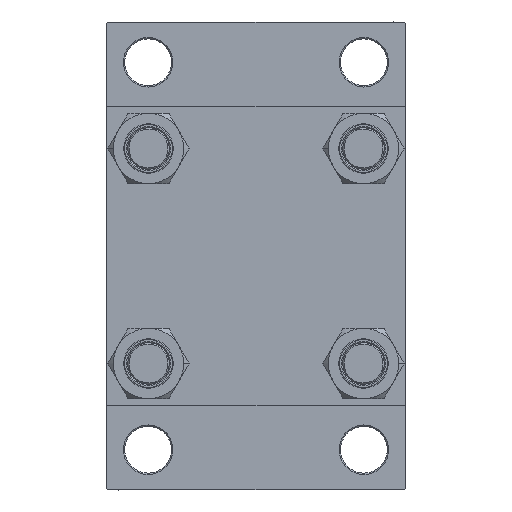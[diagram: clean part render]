
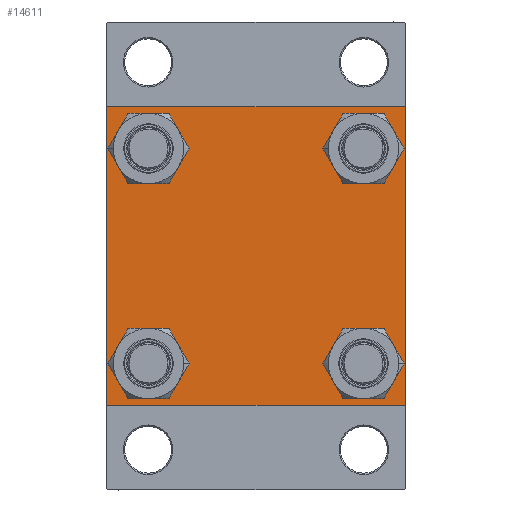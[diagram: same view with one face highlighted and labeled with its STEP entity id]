
A CAD part, left-side view. The second image highlights one B-rep face of the part: STEP entity #14611.
In plain terms, the highlighted planar face has unit normal (-1, 0, 0).
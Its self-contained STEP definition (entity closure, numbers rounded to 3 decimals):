
#162 = CARTESIAN_POINT ( 'NONE',  ( 0., -57.5, 57.5 ) ) ;
#588 = CIRCLE ( 'NONE', #27599, 8.5 ) ;
#966 = DIRECTION ( 'NONE',  ( 0., 0.707, -0.707 ) ) ;
#1195 = AXIS2_PLACEMENT_3D ( 'NONE', #43527, #18344, #25827 ) ;
#1780 = VECTOR ( 'NONE', #29674, 1000. ) ;
#2864 = FACE_OUTER_BOUND ( 'NONE', #36181, .T. ) ;
#3237 = ORIENTED_EDGE ( 'NONE', *, *, #26027, .T. ) ;
#3339 = PLANE ( 'NONE',  #1195 ) ;
#3699 = EDGE_CURVE ( 'NONE', #45246, #6793, #38056, .T. ) ;
#5048 = VERTEX_POINT ( 'NONE', #23121 ) ;
#5096 = EDGE_LOOP ( 'NONE', ( #19698, #8211 ) ) ;
#5105 = DIRECTION ( 'NONE',  ( 0., 0., 1. ) ) ;
#5283 = EDGE_LOOP ( 'NONE', ( #18713, #38660 ) ) ;
#5703 = AXIS2_PLACEMENT_3D ( 'NONE', #20319, #36285, #39942 ) ;
#6187 = CARTESIAN_POINT ( 'NONE',  ( 0., 57.25, -57.25 ) ) ;
#6362 = DIRECTION ( 'NONE',  ( 0., 0., 1. ) ) ;
#6467 = ORIENTED_EDGE ( 'NONE', *, *, #47123, .F. ) ;
#6526 = ORIENTED_EDGE ( 'NONE', *, *, #3699, .T. ) ;
#6742 = FACE_BOUND ( 'NONE', #38387, .T. ) ;
#6793 = VERTEX_POINT ( 'NONE', #34867 ) ;
#7030 = DIRECTION ( 'NONE',  ( 0., -1., 0. ) ) ;
#7126 = ORIENTED_EDGE ( 'NONE', *, *, #10992, .T. ) ;
#7335 = VERTEX_POINT ( 'NONE', #11482 ) ;
#7462 = AXIS2_PLACEMENT_3D ( 'NONE', #17831, #13723, #20510 ) ;
#8027 = CARTESIAN_POINT ( 'NONE',  ( 0., -41.35, -41.35 ) ) ;
#8030 = CARTESIAN_POINT ( 'NONE',  ( 0., 41.35, -41.35 ) ) ;
#8211 = ORIENTED_EDGE ( 'NONE', *, *, #46916, .T. ) ;
#8485 = DIRECTION ( 'NONE',  ( 1., 0., 0. ) ) ;
#8796 = ORIENTED_EDGE ( 'NONE', *, *, #31487, .T. ) ;
#10109 = FACE_BOUND ( 'NONE', #5283, .T. ) ;
#10628 = VERTEX_POINT ( 'NONE', #17151 ) ;
#10992 = EDGE_CURVE ( 'NONE', #25854, #5048, #20013, .T. ) ;
#11073 = FACE_BOUND ( 'NONE', #5096, .T. ) ;
#11482 = CARTESIAN_POINT ( 'NONE',  ( 0., 41.35, 32.85 ) ) ;
#11658 = EDGE_CURVE ( 'NONE', #38142, #7335, #41282, .T. ) ;
#12323 = CARTESIAN_POINT ( 'NONE',  ( 0., -41.35, 41.35 ) ) ;
#12451 = ORIENTED_EDGE ( 'NONE', *, *, #11658, .T. ) ;
#12507 = CARTESIAN_POINT ( 'NONE',  ( 0., 57.5, -57.5 ) ) ;
#12511 = DIRECTION ( 'NONE',  ( 0., 0., 1. ) ) ;
#12681 = ORIENTED_EDGE ( 'NONE', *, *, #13404, .F. ) ;
#12777 = CARTESIAN_POINT ( 'NONE',  ( 0., -41.35, -49.85 ) ) ;
#12804 = AXIS2_PLACEMENT_3D ( 'NONE', #31771, #32017, #6362 ) ;
#13058 = CARTESIAN_POINT ( 'NONE',  ( 0., -57.5, 57. ) ) ;
#13087 = AXIS2_PLACEMENT_3D ( 'NONE', #23877, #19313, #12511 ) ;
#13404 = EDGE_CURVE ( 'NONE', #42927, #20453, #40431, .T. ) ;
#13642 = DIRECTION ( 'NONE',  ( 0., 0.707, 0.707 ) ) ;
#13723 = DIRECTION ( 'NONE',  ( 1., 0., 0. ) ) ;
#14611 = ADVANCED_FACE ( 'NONE', ( #10109, #11073, #6742, #25348, #2864 ), #3339, .T. ) ;
#16018 = VERTEX_POINT ( 'NONE', #16312 ) ;
#16312 = CARTESIAN_POINT ( 'NONE',  ( 0., -41.35, 49.85 ) ) ;
#16674 = EDGE_CURVE ( 'NONE', #7335, #38142, #46064, .T. ) ;
#16859 = LINE ( 'NONE', #43028, #32860 ) ;
#17151 = CARTESIAN_POINT ( 'NONE',  ( 0., 57.5, 57. ) ) ;
#17831 = CARTESIAN_POINT ( 'NONE',  ( 0., 41.35, 41.35 ) ) ;
#17935 = AXIS2_PLACEMENT_3D ( 'NONE', #8030, #19611, #5105 ) ;
#17998 = EDGE_CURVE ( 'NONE', #45464, #40755, #588, .T. ) ;
#18054 = CARTESIAN_POINT ( 'NONE',  ( 0., -57.25, -57.25 ) ) ;
#18344 = DIRECTION ( 'NONE',  ( -1., 0., 0. ) ) ;
#18713 = ORIENTED_EDGE ( 'NONE', *, *, #30887, .T. ) ;
#18740 = ORIENTED_EDGE ( 'NONE', *, *, #39364, .T. ) ;
#19063 = CARTESIAN_POINT ( 'NONE',  ( 0., 57., 57.5 ) ) ;
#19193 = EDGE_CURVE ( 'NONE', #24412, #16018, #33977, .T. ) ;
#19313 = DIRECTION ( 'NONE',  ( 1., 0., 0. ) ) ;
#19348 = CARTESIAN_POINT ( 'NONE',  ( 0., 57.25, 57.25 ) ) ;
#19449 = DIRECTION ( 'NONE',  ( 1., 0., 0. ) ) ;
#19596 = DIRECTION ( 'NONE',  ( 0., 0., 1. ) ) ;
#19611 = DIRECTION ( 'NONE',  ( 1., 0., 0. ) ) ;
#19694 = VECTOR ( 'NONE', #7030, 1000. ) ;
#19698 = ORIENTED_EDGE ( 'NONE', *, *, #17998, .T. ) ;
#20013 = LINE ( 'NONE', #12507, #21947 ) ;
#20079 = CARTESIAN_POINT ( 'NONE',  ( 0., 41.35, 49.85 ) ) ;
#20139 = VERTEX_POINT ( 'NONE', #41555 ) ;
#20304 = CIRCLE ( 'NONE', #21872, 8.5 ) ;
#20319 = CARTESIAN_POINT ( 'NONE',  ( 0., 41.35, 41.35 ) ) ;
#20453 = VERTEX_POINT ( 'NONE', #23548 ) ;
#20510 = DIRECTION ( 'NONE',  ( 0., 0., 1. ) ) ;
#21872 = AXIS2_PLACEMENT_3D ( 'NONE', #12323, #42122, #19596 ) ;
#21947 = VECTOR ( 'NONE', #46396, 1000. ) ;
#22725 = CARTESIAN_POINT ( 'NONE',  ( 0., -41.35, -32.85 ) ) ;
#23121 = CARTESIAN_POINT ( 'NONE',  ( 0., -57., -57.5 ) ) ;
#23202 = CARTESIAN_POINT ( 'NONE',  ( 0., -41.35, 32.85 ) ) ;
#23318 = DIRECTION ( 'NONE',  ( 0., 0., 1. ) ) ;
#23548 = CARTESIAN_POINT ( 'NONE',  ( 0., -57., 57.5 ) ) ;
#23616 = EDGE_LOOP ( 'NONE', ( #12451, #31222 ) ) ;
#23877 = CARTESIAN_POINT ( 'NONE',  ( 0., -41.35, 41.35 ) ) ;
#24336 = CARTESIAN_POINT ( 'NONE',  ( 0., 57., -57.5 ) ) ;
#24412 = VERTEX_POINT ( 'NONE', #23202 ) ;
#24976 = ORIENTED_EDGE ( 'NONE', *, *, #28310, .T. ) ;
#25330 = ORIENTED_EDGE ( 'NONE', *, *, #41356, .T. ) ;
#25348 = FACE_BOUND ( 'NONE', #23616, .T. ) ;
#25827 = DIRECTION ( 'NONE',  ( 0., 0., 1. ) ) ;
#25854 = VERTEX_POINT ( 'NONE', #24336 ) ;
#26027 = EDGE_CURVE ( 'NONE', #47886, #20453, #32037, .T. ) ;
#26388 = DIRECTION ( 'NONE',  ( 0., 0., 1. ) ) ;
#26598 = VECTOR ( 'NONE', #966, 1000. ) ;
#27269 = CIRCLE ( 'NONE', #36588, 8.5 ) ;
#27315 = VECTOR ( 'NONE', #32830, 1000. ) ;
#27599 = AXIS2_PLACEMENT_3D ( 'NONE', #37629, #19449, #23318 ) ;
#27817 = CARTESIAN_POINT ( 'NONE',  ( 0., 41.35, -49.85 ) ) ;
#28310 = EDGE_CURVE ( 'NONE', #20139, #25854, #32321, .T. ) ;
#28626 = CARTESIAN_POINT ( 'NONE',  ( 0., -57.25, 57.25 ) ) ;
#29186 = LINE ( 'NONE', #18054, #27315 ) ;
#29191 = LINE ( 'NONE', #162, #1780 ) ;
#29674 = DIRECTION ( 'NONE',  ( 0., 0., -1. ) ) ;
#30887 = EDGE_CURVE ( 'NONE', #16018, #24412, #20304, .T. ) ;
#30948 = LINE ( 'NONE', #19348, #26598 ) ;
#31222 = ORIENTED_EDGE ( 'NONE', *, *, #16674, .T. ) ;
#31487 = EDGE_CURVE ( 'NONE', #5048, #40283, #29186, .T. ) ;
#31771 = CARTESIAN_POINT ( 'NONE',  ( 0., 41.35, -41.35 ) ) ;
#32017 = DIRECTION ( 'NONE',  ( 1., 0., 0. ) ) ;
#32037 = LINE ( 'NONE', #28626, #45682 ) ;
#32321 = LINE ( 'NONE', #6187, #38794 ) ;
#32830 = DIRECTION ( 'NONE',  ( 0., -0.707, 0.707 ) ) ;
#32860 = VECTOR ( 'NONE', #43753, 1000. ) ;
#33467 = EDGE_CURVE ( 'NONE', #42927, #10628, #30948, .T. ) ;
#33977 = CIRCLE ( 'NONE', #13087, 8.5 ) ;
#34867 = CARTESIAN_POINT ( 'NONE',  ( 0., 41.35, -32.85 ) ) ;
#36181 = EDGE_LOOP ( 'NONE', ( #18740, #24976, #7126, #8796, #6467, #3237, #12681, #46275 ) ) ;
#36285 = DIRECTION ( 'NONE',  ( 1., 0., 0. ) ) ;
#36588 = AXIS2_PLACEMENT_3D ( 'NONE', #8027, #8485, #26388 ) ;
#37629 = CARTESIAN_POINT ( 'NONE',  ( 0., -41.35, -41.35 ) ) ;
#38056 = CIRCLE ( 'NONE', #17935, 8.5 ) ;
#38142 = VERTEX_POINT ( 'NONE', #20079 ) ;
#38387 = EDGE_LOOP ( 'NONE', ( #25330, #6526 ) ) ;
#38660 = ORIENTED_EDGE ( 'NONE', *, *, #19193, .T. ) ;
#38794 = VECTOR ( 'NONE', #43459, 1000. ) ;
#39364 = EDGE_CURVE ( 'NONE', #10628, #20139, #16859, .T. ) ;
#39942 = DIRECTION ( 'NONE',  ( 0., 0., 1. ) ) ;
#40283 = VERTEX_POINT ( 'NONE', #40550 ) ;
#40431 = LINE ( 'NONE', #43825, #19694 ) ;
#40550 = CARTESIAN_POINT ( 'NONE',  ( 0., -57.5, -57. ) ) ;
#40755 = VERTEX_POINT ( 'NONE', #12777 ) ;
#41282 = CIRCLE ( 'NONE', #5703, 8.5 ) ;
#41356 = EDGE_CURVE ( 'NONE', #6793, #45246, #46060, .T. ) ;
#41555 = CARTESIAN_POINT ( 'NONE',  ( 0., 57.5, -57. ) ) ;
#42122 = DIRECTION ( 'NONE',  ( 1., 0., 0. ) ) ;
#42927 = VERTEX_POINT ( 'NONE', #19063 ) ;
#43028 = CARTESIAN_POINT ( 'NONE',  ( 0., 57.5, 57.5 ) ) ;
#43459 = DIRECTION ( 'NONE',  ( 0., -0.707, -0.707 ) ) ;
#43527 = CARTESIAN_POINT ( 'NONE',  ( 0., 0., 0. ) ) ;
#43753 = DIRECTION ( 'NONE',  ( 0., 0., -1. ) ) ;
#43825 = CARTESIAN_POINT ( 'NONE',  ( 0., 57.5, 57.5 ) ) ;
#45246 = VERTEX_POINT ( 'NONE', #27817 ) ;
#45464 = VERTEX_POINT ( 'NONE', #22725 ) ;
#45682 = VECTOR ( 'NONE', #13642, 1000. ) ;
#46060 = CIRCLE ( 'NONE', #12804, 8.5 ) ;
#46064 = CIRCLE ( 'NONE', #7462, 8.5 ) ;
#46275 = ORIENTED_EDGE ( 'NONE', *, *, #33467, .T. ) ;
#46396 = DIRECTION ( 'NONE',  ( 0., -1., 0. ) ) ;
#46916 = EDGE_CURVE ( 'NONE', #40755, #45464, #27269, .T. ) ;
#47123 = EDGE_CURVE ( 'NONE', #47886, #40283, #29191, .T. ) ;
#47886 = VERTEX_POINT ( 'NONE', #13058 ) ;
